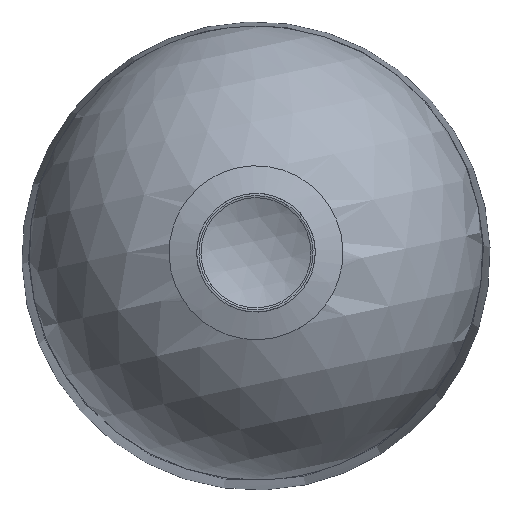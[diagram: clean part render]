
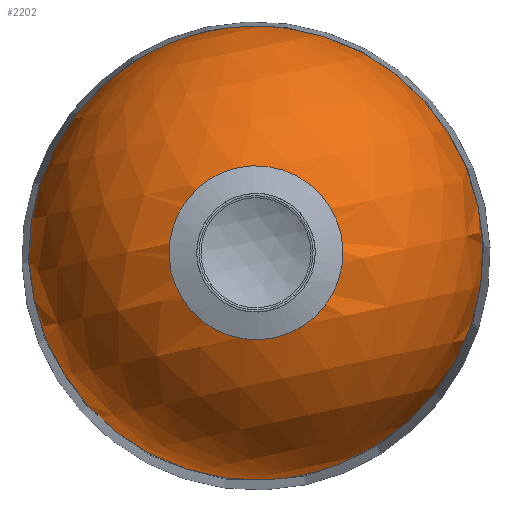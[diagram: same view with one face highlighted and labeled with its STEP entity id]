
A CAD part, top view. The second image highlights one B-rep face of the part: STEP entity #2202.
In plain terms, the highlighted spherical face has radius 49.708 mm.
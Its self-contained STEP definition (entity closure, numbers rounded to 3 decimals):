
#101=SPHERICAL_SURFACE('',#11943,49.708);
#765=FACE_BOUND('',#3591,.T.);
#766=FACE_BOUND('',#3592,.T.);
#1615=CIRCLE('',#11939,12.98);
#1617=CIRCLE('',#11942,49.708);
#2202=ADVANCED_FACE('',(#765,#766),#101,.T.);
#3591=EDGE_LOOP('',(#6639));
#3592=EDGE_LOOP('',(#6640));
#6639=ORIENTED_EDGE('',*,*,#9220,.T.);
#6640=ORIENTED_EDGE('',*,*,#9218,.F.);
#7694=VERTEX_POINT('',#32423);
#7696=VERTEX_POINT('',#32428);
#9218=EDGE_CURVE('',#7694,#7694,#1615,.T.);
#9220=EDGE_CURVE('',#7696,#7696,#1617,.T.);
#11939=AXIS2_PLACEMENT_3D('',#32422,#14891,#14892);
#11942=AXIS2_PLACEMENT_3D('',#32427,#14897,#14898);
#11943=AXIS2_PLACEMENT_3D('',#32429,#14899,#14900);
#14891=DIRECTION('',(0.,0.,1.));
#14892=DIRECTION('',(-0.978,-0.21,0.));
#14897=DIRECTION('',(0.,0.,1.));
#14898=DIRECTION('',(0.21,-0.978,0.));
#14899=DIRECTION('',(-0.21,0.978,0.));
#14900=DIRECTION('',(0.,0.,-1.));
#32422=CARTESIAN_POINT('',(0.,0.,202.186));
#32423=CARTESIAN_POINT('',(-12.692,-2.72,202.186));
#32427=CARTESIAN_POINT('',(0.,0.,154.419));
#32428=CARTESIAN_POINT('',(10.416,-48.604,154.419));
#32429=CARTESIAN_POINT('',(0.,0.,154.202));
